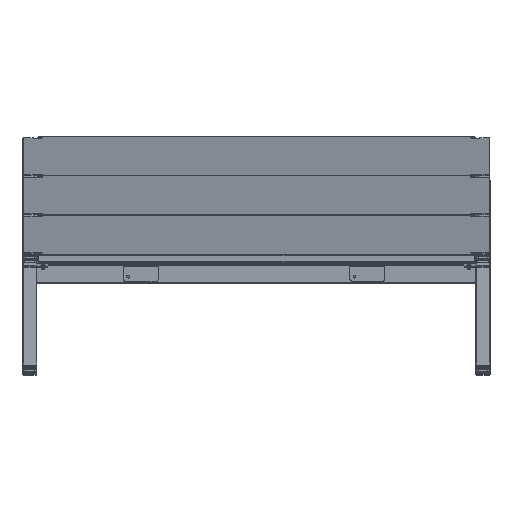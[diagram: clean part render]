
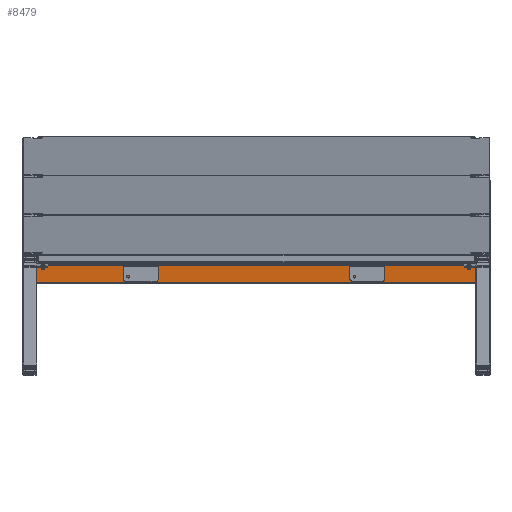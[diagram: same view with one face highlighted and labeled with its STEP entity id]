
A CAD part, top view. The second image highlights one B-rep face of the part: STEP entity #8479.
In plain terms, the highlighted face is planar.
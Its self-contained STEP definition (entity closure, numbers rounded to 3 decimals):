
#444 = DIRECTION ( 'NONE',  ( 0., 0., -1. ) ) ;
#583 = ORIENTED_EDGE ( 'NONE', *, *, #8889, .T. ) ;
#763 = PLANE ( 'NONE',  #2882 ) ;
#813 = EDGE_CURVE ( 'NONE', #2996, #2356, #13289, .T. ) ;
#1031 = CARTESIAN_POINT ( 'NONE',  ( 10., 18.5, -470. ) ) ;
#1828 = CARTESIAN_POINT ( 'NONE',  ( 10., -18.5, 470. ) ) ;
#2132 = CARTESIAN_POINT ( 'NONE',  ( 10., 18.5, 470. ) ) ;
#2356 = VERTEX_POINT ( 'NONE', #15215 ) ;
#2582 = VECTOR ( 'NONE', #13072, 1000. ) ;
#2882 = AXIS2_PLACEMENT_3D ( 'NONE', #2132, #11404, #5553 ) ;
#2970 = CARTESIAN_POINT ( 'NONE',  ( 10., 18.5, -470. ) ) ;
#2996 = VERTEX_POINT ( 'NONE', #5609 ) ;
#3058 = VECTOR ( 'NONE', #444, 1000. ) ;
#3640 = EDGE_CURVE ( 'NONE', #2356, #3989, #6606, .T. ) ;
#3989 = VERTEX_POINT ( 'NONE', #1031 ) ;
#4140 = EDGE_LOOP ( 'NONE', ( #583, #8442, #10195, #13558 ) ) ;
#4538 = EDGE_CURVE ( 'NONE', #2996, #14866, #9161, .T. ) ;
#5553 = DIRECTION ( 'NONE',  ( 0., 0., 1. ) ) ;
#5609 = CARTESIAN_POINT ( 'NONE',  ( 10., -18.5, 470. ) ) ;
#5650 = VECTOR ( 'NONE', #14493, 1000. ) ;
#6376 = CARTESIAN_POINT ( 'NONE',  ( 10., 18.5, 470. ) ) ;
#6606 = LINE ( 'NONE', #6376, #5650 ) ;
#6608 = LINE ( 'NONE', #2970, #7528 ) ;
#7528 = VECTOR ( 'NONE', #8919, 1000. ) ;
#7891 = FACE_OUTER_BOUND ( 'NONE', #4140, .T. ) ;
#8442 = ORIENTED_EDGE ( 'NONE', *, *, #3640, .F. ) ;
#8479 = ADVANCED_FACE ( 'NONE', ( #7891 ), #763, .F. ) ;
#8889 = EDGE_CURVE ( 'NONE', #14866, #3989, #6608, .T. ) ;
#8919 = DIRECTION ( 'NONE',  ( 0., 1., 0. ) ) ;
#9161 = LINE ( 'NONE', #1828, #3058 ) ;
#10195 = ORIENTED_EDGE ( 'NONE', *, *, #813, .F. ) ;
#10744 = CARTESIAN_POINT ( 'NONE',  ( 10., -18.5, -470. ) ) ;
#11404 = DIRECTION ( 'NONE',  ( -1., 0., 0. ) ) ;
#12639 = CARTESIAN_POINT ( 'NONE',  ( 10., 18.5, 470. ) ) ;
#13072 = DIRECTION ( 'NONE',  ( 0., 1., 0. ) ) ;
#13289 = LINE ( 'NONE', #12639, #2582 ) ;
#13558 = ORIENTED_EDGE ( 'NONE', *, *, #4538, .T. ) ;
#14493 = DIRECTION ( 'NONE',  ( 0., 0., -1. ) ) ;
#14866 = VERTEX_POINT ( 'NONE', #10744 ) ;
#15215 = CARTESIAN_POINT ( 'NONE',  ( 10., 18.5, 470. ) ) ;
